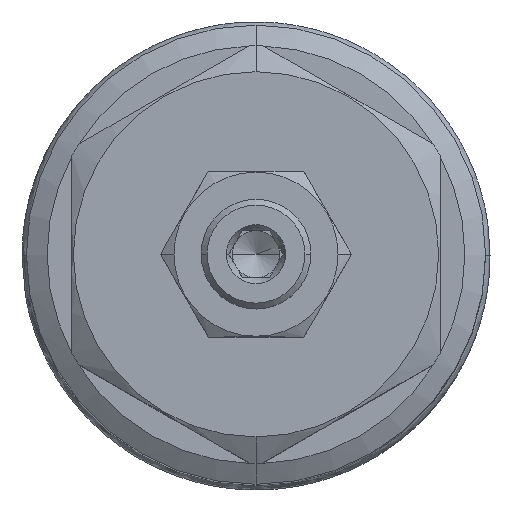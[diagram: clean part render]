
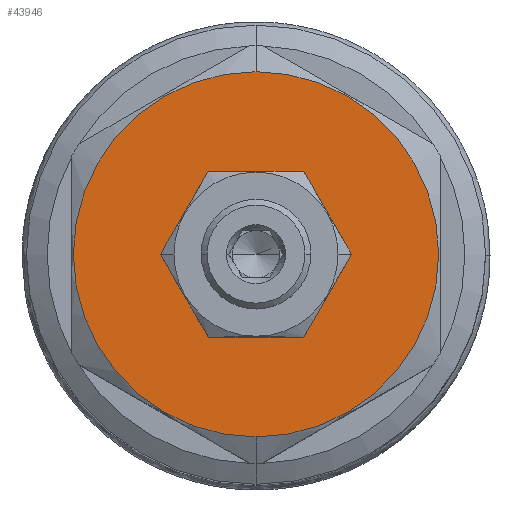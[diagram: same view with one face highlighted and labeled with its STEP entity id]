
A CAD part, top view. The second image highlights one B-rep face of the part: STEP entity #43946.
In plain terms, the highlighted planar face has unit normal (0, 0, 1).
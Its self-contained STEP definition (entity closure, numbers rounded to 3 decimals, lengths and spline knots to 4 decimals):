
#16146=CARTESIAN_POINT('',(0.,0.,5.9835));
#16147=DIRECTION('',(0.,0.,1.));
#16148=DIRECTION('',(0.,-1.,0.));
#16149=AXIS2_PLACEMENT_3D('',#16146,#16147,#16148);
#16151=CARTESIAN_POINT('',(0.,0.,5.9835));
#16152=DIRECTION('',(0.,0.,1.));
#16153=DIRECTION('',(0.,1.,0.));
#16154=AXIS2_PLACEMENT_3D('',#16151,#16152,#16153);
#16156=CARTESIAN_POINT('',(0.,0.,5.9835));
#16157=DIRECTION('',(0.,0.,1.));
#16158=DIRECTION('',(-0.869,0.496,0.));
#16159=AXIS2_PLACEMENT_3D('',#16156,#16157,#16158);
#16161=DIRECTION('',(0.5,-0.866,0.));
#16162=VECTOR('',#16161,0.0039);
#16163=CARTESIAN_POINT('',(-0.2442,-0.1391,
5.9835));
#16164=LINE('',#16163,#16162);
#16165=CARTESIAN_POINT('',(0.,0.,5.9835));
#16166=DIRECTION('',(0.,0.,1.));
#16167=DIRECTION('',(-0.862,-0.507,0.));
#16168=AXIS2_PLACEMENT_3D('',#16165,#16166,#16167);
#16170=DIRECTION('',(1.,0.,0.));
#16171=VECTOR('',#16170,0.0032);
#16172=CARTESIAN_POINT('',(-0.0016,-0.281,
5.9835));
#16173=LINE('',#16172,#16171);
#16174=CARTESIAN_POINT('',(0.,0.,5.9835));
#16175=DIRECTION('',(0.,0.,1.));
#16176=DIRECTION('',(0.005,-1.,0.));
#16177=AXIS2_PLACEMENT_3D('',#16174,#16175,#16176);
#16179=DIRECTION('',(0.5,0.866,0.));
#16180=VECTOR('',#16179,0.0039);
#16181=CARTESIAN_POINT('',(0.2423,-0.1424,
5.9835));
#16182=LINE('',#16181,#16180);
#16183=CARTESIAN_POINT('',(0.,0.,5.9835));
#16184=DIRECTION('',(0.,0.,1.));
#16185=DIRECTION('',(0.869,-0.496,0.));
#16186=AXIS2_PLACEMENT_3D('',#16183,#16184,#16185);
#16188=DIRECTION('',(-0.5,0.866,0.));
#16189=VECTOR('',#16188,0.004);
#16190=CARTESIAN_POINT('',(0.2442,0.1391,
5.9835));
#16191=LINE('',#16190,#16189);
#16192=CARTESIAN_POINT('',(0.,0.,5.9835));
#16193=DIRECTION('',(0.,0.,1.));
#16194=DIRECTION('',(0.862,0.507,0.));
#16195=AXIS2_PLACEMENT_3D('',#16192,#16193,#16194);
#16197=DIRECTION('',(-1.,0.,0.));
#16198=VECTOR('',#16197,0.0032);
#16199=CARTESIAN_POINT('',(0.0016,0.281,
5.9835));
#16200=LINE('',#16199,#16198);
#16201=CARTESIAN_POINT('',(0.,0.,5.9835));
#16202=DIRECTION('',(0.,0.,1.));
#16203=DIRECTION('',(-0.005,1.,0.));
#16204=AXIS2_PLACEMENT_3D('',#16201,#16202,#16203);
#16206=DIRECTION('',(-0.5,-0.866,0.));
#16207=VECTOR('',#16206,0.0039);
#16208=CARTESIAN_POINT('',(-0.2423,0.1424,
5.9835));
#16209=LINE('',#16208,#16207);
#17868=CARTESIAN_POINT('',(0.,-0.62,5.9835));
#17869=CARTESIAN_POINT('',(0.,0.62,5.9835));
#17870=VERTEX_POINT('',#17868);
#17871=VERTEX_POINT('',#17869);
#18102=CARTESIAN_POINT('',(-0.2441,0.1392,5.9835));
#18103=CARTESIAN_POINT('',(-0.244,-0.1393,5.9835));
#18104=VERTEX_POINT('',#18102);
#18105=VERTEX_POINT('',#18103);
#18106=CARTESIAN_POINT('',(-0.2423,-0.1424,5.9835));
#18107=CARTESIAN_POINT('',(-0.0014,-0.281,5.9835));
#18108=VERTEX_POINT('',#18106);
#18109=VERTEX_POINT('',#18107);
#18110=CARTESIAN_POINT('',(0.0014,-0.281,5.9835));
#18111=CARTESIAN_POINT('',(0.2424,-0.1422,5.9835));
#18112=VERTEX_POINT('',#18110);
#18113=VERTEX_POINT('',#18111);
#18114=CARTESIAN_POINT('',(0.2441,-0.1392,5.9835));
#18115=CARTESIAN_POINT('',(0.244,0.1393,5.9835));
#18116=VERTEX_POINT('',#18114);
#18117=VERTEX_POINT('',#18115);
#18118=CARTESIAN_POINT('',(0.2423,0.1424,5.9835));
#18119=CARTESIAN_POINT('',(0.0014,0.281,5.9835));
#18120=VERTEX_POINT('',#18118);
#18121=VERTEX_POINT('',#18119);
#18122=CARTESIAN_POINT('',(-0.0014,0.281,5.9835));
#18123=CARTESIAN_POINT('',(-0.2424,0.1422,5.9835));
#18124=VERTEX_POINT('',#18122);
#18125=VERTEX_POINT('',#18123);
#43911=CARTESIAN_POINT('',(0.,0.,5.9835));
#43912=DIRECTION('',(0.,0.,1.));
#43913=DIRECTION('',(0.,1.,0.));
#43914=AXIS2_PLACEMENT_3D('',#43911,#43912,#43913);
#43915=PLANE('',#43914);
#43916=ORIENTED_EDGE('',*,*,#18332,.F.);
#43917=ORIENTED_EDGE('',*,*,#43902,.F.);
#43918=EDGE_LOOP('',(#43916,#43917));
#43919=FACE_OUTER_BOUND('',#43918,.F.);
#43921=ORIENTED_EDGE('',*,*,#43920,.T.);
#43923=ORIENTED_EDGE('',*,*,#43922,.T.);
#43925=ORIENTED_EDGE('',*,*,#43924,.T.);
#43927=ORIENTED_EDGE('',*,*,#43926,.T.);
#43929=ORIENTED_EDGE('',*,*,#43928,.T.);
#43931=ORIENTED_EDGE('',*,*,#43930,.T.);
#43933=ORIENTED_EDGE('',*,*,#43932,.T.);
#43935=ORIENTED_EDGE('',*,*,#43934,.T.);
#43937=ORIENTED_EDGE('',*,*,#43936,.T.);
#43939=ORIENTED_EDGE('',*,*,#43938,.T.);
#43941=ORIENTED_EDGE('',*,*,#43940,.T.);
#43943=ORIENTED_EDGE('',*,*,#43942,.T.);
#43944=EDGE_LOOP('',(#43921,#43923,#43925,#43927,#43929,#43931,#43933,#43935,
#43937,#43939,#43941,#43943));
#43945=FACE_BOUND('',#43944,.F.);
#43946=ADVANCED_FACE('',(#43919,#43945),#43915,.T.);
#16150=CIRCLE('',#16149,0.62);
#16155=CIRCLE('',#16154,0.62);
#16160=CIRCLE('',#16159,0.281);
#16169=CIRCLE('',#16168,0.281);
#16178=CIRCLE('',#16177,0.281);
#16187=CIRCLE('',#16186,0.281);
#16196=CIRCLE('',#16195,0.281);
#16205=CIRCLE('',#16204,0.281);
#18332=EDGE_CURVE('',#17870,#17871,#16150,.T.);
#43902=EDGE_CURVE('',#17871,#17870,#16155,.T.);
#43920=EDGE_CURVE('',#18104,#18105,#16160,.T.);
#43922=EDGE_CURVE('',#18105,#18108,#16164,.T.);
#43924=EDGE_CURVE('',#18108,#18109,#16169,.T.);
#43926=EDGE_CURVE('',#18109,#18112,#16173,.T.);
#43928=EDGE_CURVE('',#18112,#18113,#16178,.T.);
#43930=EDGE_CURVE('',#18113,#18116,#16182,.T.);
#43932=EDGE_CURVE('',#18116,#18117,#16187,.T.);
#43934=EDGE_CURVE('',#18117,#18120,#16191,.T.);
#43936=EDGE_CURVE('',#18120,#18121,#16196,.T.);
#43938=EDGE_CURVE('',#18121,#18124,#16200,.T.);
#43940=EDGE_CURVE('',#18124,#18125,#16205,.T.);
#43942=EDGE_CURVE('',#18125,#18104,#16209,.T.);
